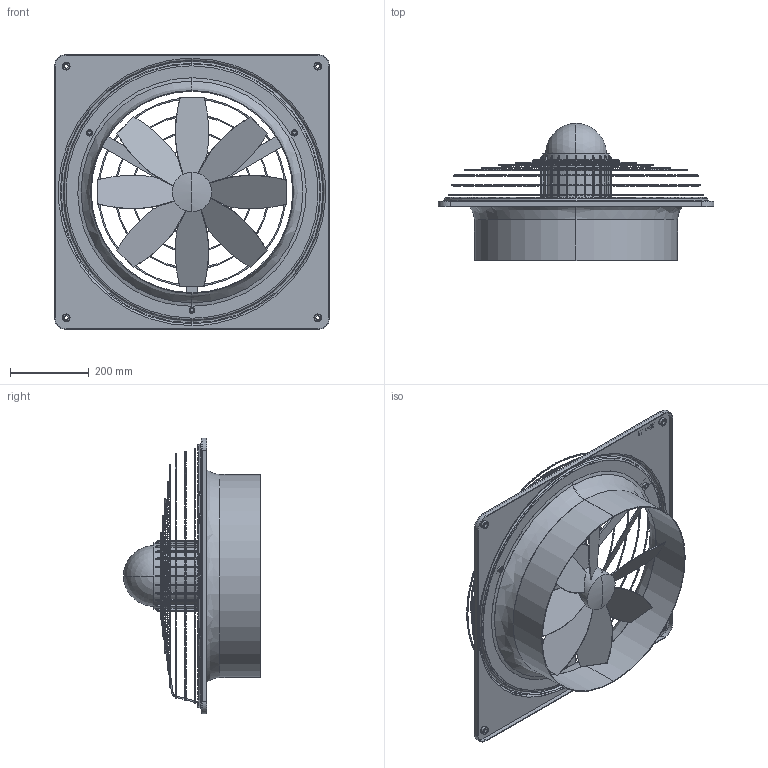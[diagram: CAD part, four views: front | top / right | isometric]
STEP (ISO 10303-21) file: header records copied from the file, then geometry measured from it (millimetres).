
FILE_DESCRIPTION (( 'STEP AP214' ), '1' );
FILE_NAME ('0083.0160.STEP', '2015-02-07T10:10:44', ( '' ), ( '' ), 'SwSTEP 2.0', 'SolidWorks 2013', '' );
FILE_SCHEMA (( 'AUTOMOTIVE_DESIGN' ));
Length unit declared in the file: millimetre
Products named in the file (1): 0083.0160
Bounding box: 700 x 348 x 700 mm (x, y, z)
Volume: 5780481 mm3; surface area: 1730822.7 mm2
Topology: 1 solids, 1 shells, 414 faces, 1039 edges, 662 vertices
Faces by surface type: plane 172, cylinder 80, bspline 78, torus 48, cone 30, sphere 6
Entity records: 21550 total; most frequent: CARTESIAN_POINT 7520, ORIENTED_EDGE 2070, DIRECTION 1828, EDGE_CURVE 1035, AXIS2_PLACEMENT_3D 720, VERTEX_POINT 662, EDGE_LOOP 483, UNCERTAINTY_MEASURE_WITH_UNIT 417
